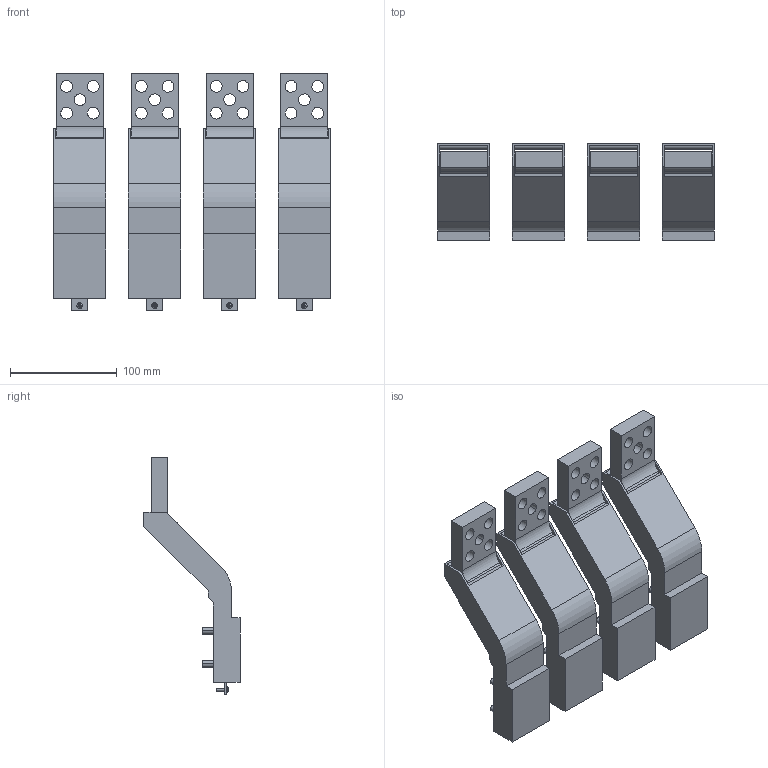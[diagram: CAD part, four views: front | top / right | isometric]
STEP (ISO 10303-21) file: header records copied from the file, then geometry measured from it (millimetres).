
FILE_DESCRIPTION(('CATIA V5 STEP'),'2;1');
FILE_NAME('1SDH001252R0072_1PA_001_00_E1.2_IV_W_TERMINALS_EF_UPPER.stp','2014-03-07T07:19:23+00:00',('none'),('none'),'CATIA Version 5 Release 20 SP 1 (IN-10)','CATIA V5 STEP AP214','none');
FILE_SCHEMA(('AUTOMOTIVE_DESIGN { 1 0 10303 214 1 1 1 1 }'));
Length unit declared in the file: millimetre
Products named in the file (1): 1SDH001252R0072_1PA_001_00_E1.2_IV_W_TERMINALS_EF_UPPER
Bounding box: 259 x 90 x 222.5 mm (x, y, z)
Volume: 715358.3 mm3; surface area: 285700.3 mm2
Topology: 28 solids, 28 shells, 576 faces, 1488 edges, 1000 vertices
Faces by surface type: plane 380, cylinder 188, sphere 8
Entity records: 16376 total; most frequent: CARTESIAN_POINT 3322, ORIENTED_EDGE 2976, DIRECTION 1930, EDGE_CURVE 1488, VECTOR 1020, LINE 1020, VERTEX_POINT 1000, EDGE_LOOP 696
